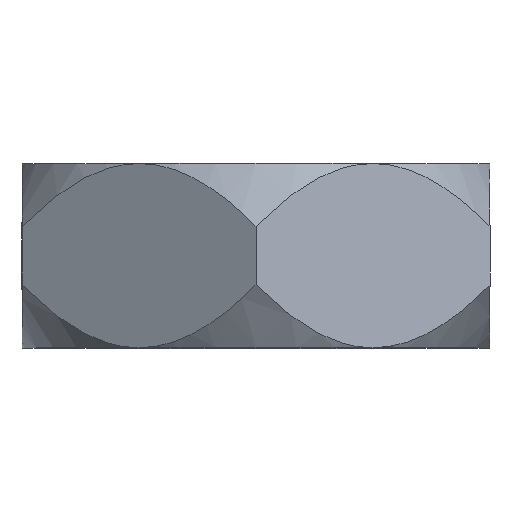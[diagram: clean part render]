
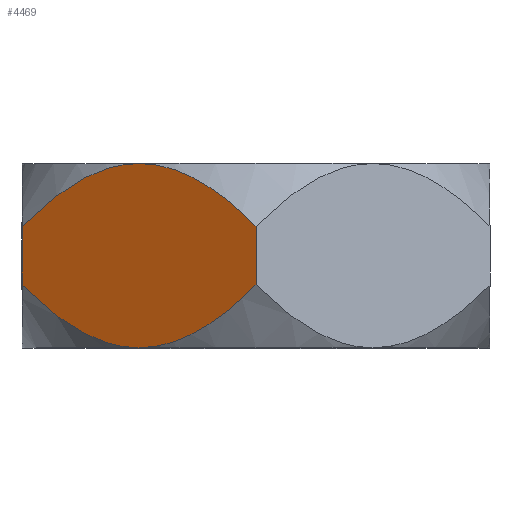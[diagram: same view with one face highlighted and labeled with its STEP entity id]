
A CAD part, top view. The second image highlights one B-rep face of the part: STEP entity #4469.
In plain terms, the highlighted planar face has unit normal (-0.5, 0, 0.866).
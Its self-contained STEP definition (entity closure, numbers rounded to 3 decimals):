
#17 = CARTESIAN_POINT ( 'NONE',  ( -7.544, 4.879, 10.309 ) ) ;
#29 = CARTESIAN_POINT ( 'NONE',  ( -12.7, -1.597, 7.332 ) ) ;
#141 = ORIENTED_EDGE ( 'NONE', *, *, #3409, .F. ) ;
#263 = DIRECTION ( 'NONE',  ( 0., -1., 0. ) ) ;
#287 = VERTEX_POINT ( 'NONE', #4695 ) ;
#303 = CARTESIAN_POINT ( 'NONE',  ( -12.248, -2.049, 7.593 ) ) ;
#327 = CARTESIAN_POINT ( 'NONE',  ( -11.784, -2.478, 7.861 ) ) ;
#353 = CARTESIAN_POINT ( 'NONE',  ( -6.951, -4.975, 10.651 ) ) ;
#364 = CARTESIAN_POINT ( 'NONE',  ( 0., 5., 14.665 ) ) ;
#390 = CARTESIAN_POINT ( 'NONE',  ( -1.894, -3.28, 13.571 ) ) ;
#398 = VECTOR ( 'NONE', #263, 1000. ) ;
#432 = CARTESIAN_POINT ( 'NONE',  ( -6.951, 4.975, 10.651 ) ) ;
#443 = ORIENTED_EDGE ( 'NONE', *, *, #3256, .T. ) ;
#488 = CARTESIAN_POINT ( 'NONE',  ( 0., 1.597, 14.665 ) ) ;
#741 = CARTESIAN_POINT ( 'NONE',  ( -7.836, -4.807, 10.141 ) ) ;
#751 = CARTESIAN_POINT ( 'NONE',  ( -3.457, -4.274, 12.669 ) ) ;
#767 = CARTESIAN_POINT ( 'NONE',  ( -9.522, -4.109, 9.167 ) ) ;
#794 = CARTESIAN_POINT ( 'NONE',  ( -6.35, -5., 10.999 ) ) ;
#814 = LINE ( 'NONE', #2926, #5291 ) ;
#871 = CARTESIAN_POINT ( 'NONE',  ( -0.919, 2.48, 14.134 ) ) ;
#1132 = DIRECTION ( 'NONE',  ( 0.5, 0., -0.866 ) ) ;
#1169 = CARTESIAN_POINT ( 'NONE',  ( -6.35, 5., 10.999 ) ) ;
#1208 = CARTESIAN_POINT ( 'NONE',  ( 0., 1.597, 14.665 ) ) ;
#1289 = CARTESIAN_POINT ( 'NONE',  ( 0., -1.597, 14.665 ) ) ;
#1361 = CARTESIAN_POINT ( 'NONE',  ( -5.167, 4.903, 11.682 ) ) ;
#1390 = CARTESIAN_POINT ( 'NONE',  ( -1.894, 3.28, 13.571 ) ) ;
#1517 = EDGE_LOOP ( 'NONE', ( #443, #5241, #2810, #4989, #141, #2835 ) ) ;
#1559 = CARTESIAN_POINT ( 'NONE',  ( -8.692, -4.513, 9.646 ) ) ;
#1604 = CARTESIAN_POINT ( 'NONE',  ( -8.41, 4.625, 9.809 ) ) ;
#1616 = CARTESIAN_POINT ( 'NONE',  ( -12.7, 5., 7.332 ) ) ;
#1657 = CARTESIAN_POINT ( 'NONE',  ( -12.7, 1.597, 7.332 ) ) ;
#1924 = FACE_OUTER_BOUND ( 'NONE', #1517, .T. ) ;
#1962 = CARTESIAN_POINT ( 'NONE',  ( -10.817, -3.271, 8.419 ) ) ;
#1970 = B_SPLINE_CURVE_WITH_KNOTS ( 'NONE', 3,
 ( #3446, #5118, #1361, #4600, #4682, #4655, #1390, #871, #2522, #488 ),
 .UNSPECIFIED., .F., .F.,
 ( 4, 2, 2, 2, 4 ),
 ( 0.008, 0.01, 0.012, 0.014, 0.016 ),
 .UNSPECIFIED. ) ;
#1998 = CARTESIAN_POINT ( 'NONE',  ( -6.35, -5., 10.999 ) ) ;
#2013 = CARTESIAN_POINT ( 'NONE',  ( -6.648, -5., 10.826 ) ) ;
#2116 = CARTESIAN_POINT ( 'NONE',  ( -11.784, 2.478, 7.861 ) ) ;
#2351 = LINE ( 'NONE', #364, #398 ) ;
#2391 = CARTESIAN_POINT ( 'NONE',  ( -8.41, -4.625, 9.809 ) ) ;
#2522 = CARTESIAN_POINT ( 'NONE',  ( -0.452, 2.049, 14.404 ) ) ;
#2592 = VERTEX_POINT ( 'NONE', #5148 ) ;
#2703 = EDGE_CURVE ( 'NONE', #2592, #3678, #2937, .T. ) ;
#2761 = PLANE ( 'NONE',  #4489 ) ;
#2787 = DIRECTION ( 'NONE',  ( -0.866, 0., -0.5 ) ) ;
#2810 = ORIENTED_EDGE ( 'NONE', *, *, #5031, .T. ) ;
#2811 = CARTESIAN_POINT ( 'NONE',  ( -5.754, -5., 11.343 ) ) ;
#2835 = ORIENTED_EDGE ( 'NONE', *, *, #2703, .F. ) ;
#2903 = CARTESIAN_POINT ( 'NONE',  ( -12.248, 2.049, 7.593 ) ) ;
#2926 = CARTESIAN_POINT ( 'NONE',  ( -12.7, 5., 7.332 ) ) ;
#2937 = B_SPLINE_CURVE_WITH_KNOTS ( 'NONE', 3,
 ( #1657, #2903, #2116, #4184, #4922, #4950, #4546, #4897, #1604, #4573, #17, #432, #4977, #1169 ),
 .UNSPECIFIED., .F., .F.,
 ( 4, 2, 2, 2, 2, 2, 4 ),
 ( 0., 0.002, 0.004, 0.005, 0.006, 0.007, 0.008 ),
 .UNSPECIFIED. ) ;
#3256 = EDGE_CURVE ( 'NONE', #2592, #5071, #814, .T. ) ;
#3318 = CARTESIAN_POINT ( 'NONE',  ( -2.402, -3.647, 13.278 ) ) ;
#3409 = EDGE_CURVE ( 'NONE', #3678, #4720, #1970, .T. ) ;
#3446 = CARTESIAN_POINT ( 'NONE',  ( -6.35, 5., 10.999 ) ) ;
#3572 = EDGE_CURVE ( 'NONE', #5071, #4503, #4176, .T. ) ;
#3617 = CARTESIAN_POINT ( 'NONE',  ( -10.316, -3.635, 8.709 ) ) ;
#3627 = CARTESIAN_POINT ( 'NONE',  ( -6.35, -5., 10.999 ) ) ;
#3678 = VERTEX_POINT ( 'NONE', #3801 ) ;
#3728 = B_SPLINE_CURVE_WITH_KNOTS ( 'NONE', 3,
 ( #1998, #2811, #4477, #4035, #751, #3318, #390, #4990, #3784, #1289 ),
 .UNSPECIFIED., .F., .F.,
 ( 4, 2, 2, 2, 4 ),
 ( 0.008, 0.01, 0.012, 0.014, 0.016 ),
 .UNSPECIFIED. ) ;
#3784 = CARTESIAN_POINT ( 'NONE',  ( -0.452, -2.049, 14.404 ) ) ;
#3801 = CARTESIAN_POINT ( 'NONE',  ( -6.35, 5., 10.999 ) ) ;
#4035 = CARTESIAN_POINT ( 'NONE',  ( -4.008, -4.536, 12.351 ) ) ;
#4070 = DIRECTION ( 'NONE',  ( 0., -1., 0. ) ) ;
#4077 = CARTESIAN_POINT ( 'NONE',  ( -7.544, -4.879, 10.309 ) ) ;
#4176 = B_SPLINE_CURVE_WITH_KNOTS ( 'NONE', 3,
 ( #4441, #303, #327, #1962, #3617, #767, #5282, #1559, #2391, #741, #4077, #353, #2013, #794 ),
 .UNSPECIFIED., .F., .F.,
 ( 4, 2, 2, 2, 2, 2, 4 ),
 ( 0., 0.002, 0.004, 0.005, 0.006, 0.007, 0.008 ),
 .UNSPECIFIED. ) ;
#4184 = CARTESIAN_POINT ( 'NONE',  ( -10.817, 3.271, 8.419 ) ) ;
#4380 = EDGE_CURVE ( 'NONE', #4720, #287, #2351, .T. ) ;
#4441 = CARTESIAN_POINT ( 'NONE',  ( -12.7, -1.597, 7.332 ) ) ;
#4469 = ADVANCED_FACE ( 'NONE', ( #1924 ), #2761, .F. ) ;
#4477 = CARTESIAN_POINT ( 'NONE',  ( -5.167, -4.903, 11.682 ) ) ;
#4489 = AXIS2_PLACEMENT_3D ( 'NONE', #1616, #1132, #2787 ) ;
#4503 = VERTEX_POINT ( 'NONE', #3627 ) ;
#4546 = CARTESIAN_POINT ( 'NONE',  ( -9.249, 4.255, 9.325 ) ) ;
#4573 = CARTESIAN_POINT ( 'NONE',  ( -7.836, 4.807, 10.141 ) ) ;
#4600 = CARTESIAN_POINT ( 'NONE',  ( -4.008, 4.536, 12.351 ) ) ;
#4655 = CARTESIAN_POINT ( 'NONE',  ( -2.402, 3.647, 13.278 ) ) ;
#4682 = CARTESIAN_POINT ( 'NONE',  ( -3.457, 4.274, 12.669 ) ) ;
#4695 = CARTESIAN_POINT ( 'NONE',  ( 0., -1.597, 14.665 ) ) ;
#4720 = VERTEX_POINT ( 'NONE', #1208 ) ;
#4897 = CARTESIAN_POINT ( 'NONE',  ( -8.692, 4.513, 9.646 ) ) ;
#4922 = CARTESIAN_POINT ( 'NONE',  ( -10.316, 3.635, 8.709 ) ) ;
#4950 = CARTESIAN_POINT ( 'NONE',  ( -9.522, 4.109, 9.167 ) ) ;
#4977 = CARTESIAN_POINT ( 'NONE',  ( -6.648, 5., 10.826 ) ) ;
#4989 = ORIENTED_EDGE ( 'NONE', *, *, #4380, .F. ) ;
#4990 = CARTESIAN_POINT ( 'NONE',  ( -0.919, -2.48, 14.134 ) ) ;
#5031 = EDGE_CURVE ( 'NONE', #4503, #287, #3728, .T. ) ;
#5071 = VERTEX_POINT ( 'NONE', #29 ) ;
#5118 = CARTESIAN_POINT ( 'NONE',  ( -5.754, 5., 11.343 ) ) ;
#5148 = CARTESIAN_POINT ( 'NONE',  ( -12.7, 1.597, 7.332 ) ) ;
#5241 = ORIENTED_EDGE ( 'NONE', *, *, #3572, .T. ) ;
#5282 = CARTESIAN_POINT ( 'NONE',  ( -9.249, -4.255, 9.325 ) ) ;
#5291 = VECTOR ( 'NONE', #4070, 1000. ) ;
